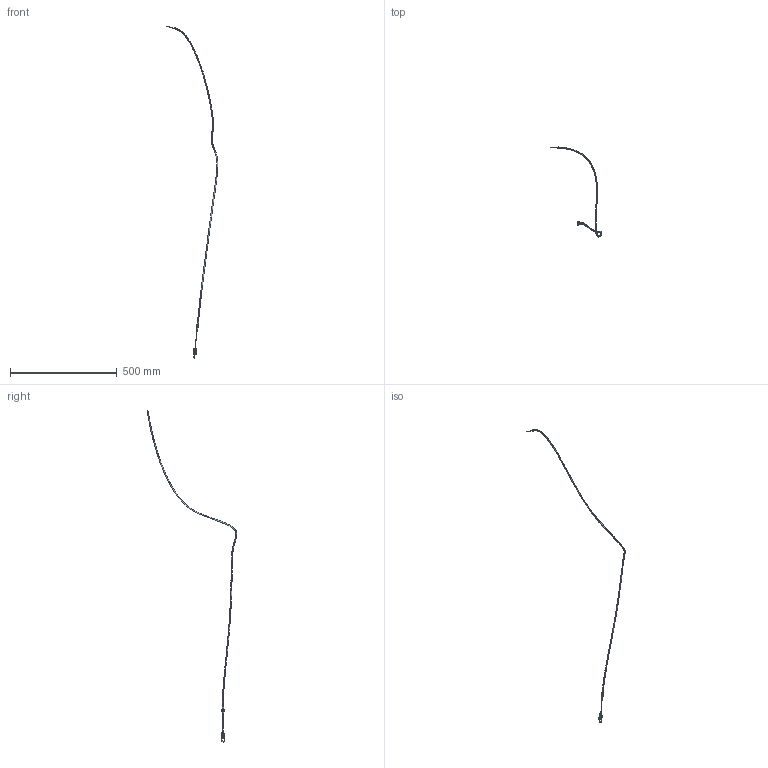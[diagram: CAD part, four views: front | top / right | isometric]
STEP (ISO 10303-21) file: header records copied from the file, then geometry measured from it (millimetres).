
FILE_DESCRIPTION (( 'STEP AP214' ), '1' );
FILE_NAME ('gas pedal cable.STEP', '2024-02-19T18:39:12', ( '' ), ( '' ), 'SwSTEP 2.0', 'SolidWorks 2017', '' );
FILE_SCHEMA (( 'AUTOMOTIVE_DESIGN' ));
Length unit declared in the file: inch
Products named in the file (11): hex nut jam_am; gas pedal cable; gas pedal spring; gas pedal cable end; hex nut jam_am_B18.2.4.5M - Hex jam nut,  M6 x 1 --D-N
Assembly tree (6 placements, depth 3):
  hex nut jam_am
  gas pedal cable
  gas pedal spring
  gas pedal cable
    gas pedal cable end
      gas pedal cable end
      hex nut jam_am_B18.2.4.5M - Hex jam nut,  M6 x 1 --D-N  x2
      gas pedal spring
    gas pedal cable
  hex nut jam_am
Bounding box: 242.75 x 421.53 x 1557.88 mm (x, y, z)
Volume: 32275.6 mm3; surface area: 29357.6 mm2
Topology: 5 solids, 5 shells, 108 faces, 237 edges, 143 vertices
Faces by surface type: plane 40, cone 36, cylinder 22, bspline 8, torus 2
Entity records: 8167 total; most frequent: CARTESIAN_POINT 6051, DIRECTION 375, ORIENTED_EDGE 354, EDGE_CURVE 177, AXIS2_PLACEMENT_3D 159, VERTEX_POINT 109, EDGE_LOOP 86, FACE_OUTER_BOUND 80
